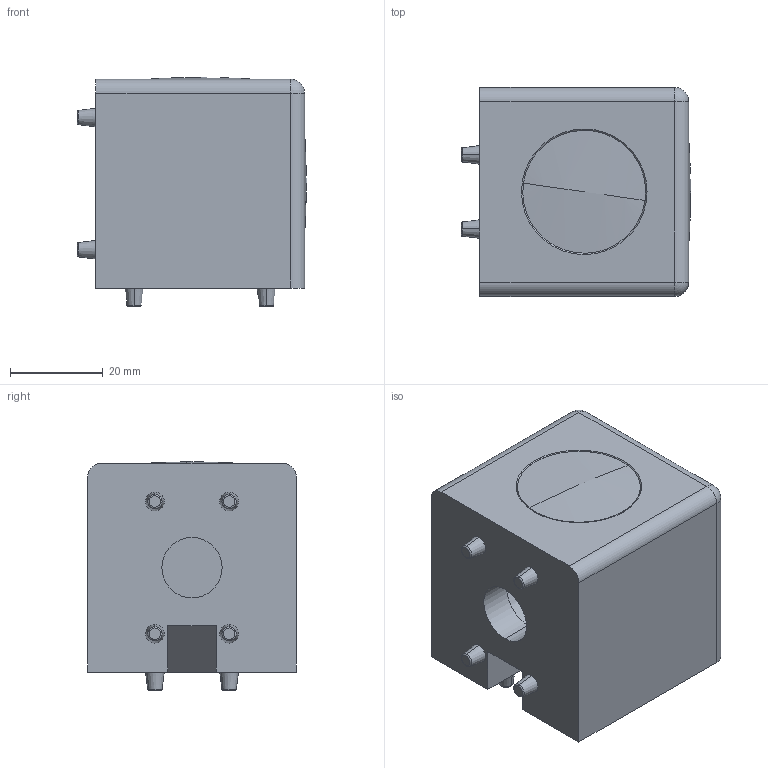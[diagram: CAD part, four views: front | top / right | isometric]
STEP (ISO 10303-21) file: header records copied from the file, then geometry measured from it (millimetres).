
FILE_DESCRIPTION (( 'STEP AP203' ), '1' );
FILE_NAME ('148960.step', '2021-06-03T16:10:59', ( '' ), ( '' ), 'SwSTEP 2.0', 'SolidWorks 2021', '' );
FILE_SCHEMA (( 'CONFIG_CONTROL_DESIGN' ));
Length unit declared in the file: millimetre
Products named in the file (1): 148960
Bounding box: 49.45 x 45 x 49.41 mm (x, y, z)
Volume: 67237.7 mm3; surface area: 19399.7 mm2
Topology: 3 solids, 3 shells, 162 faces, 386 edges, 234 vertices
Faces by surface type: cone 60, torus 48, cylinder 25, plane 23, sphere 6
Entity records: 6203 total; most frequent: CARTESIAN_POINT 2405, DIRECTION 832, ORIENTED_EDGE 756, EDGE_CURVE 378, AXIS2_PLACEMENT_3D 375, VERTEX_POINT 232, CIRCLE 212, EDGE_LOOP 178
